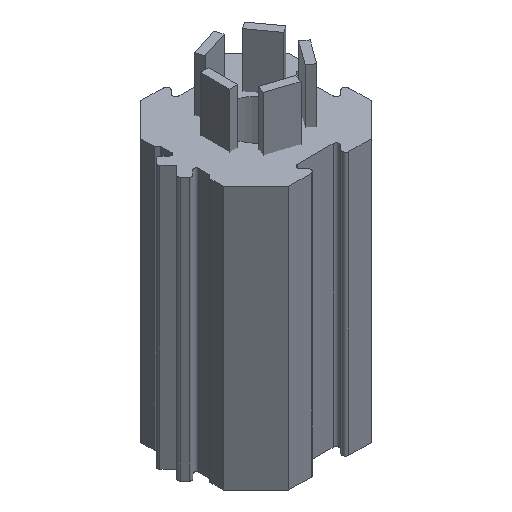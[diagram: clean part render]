
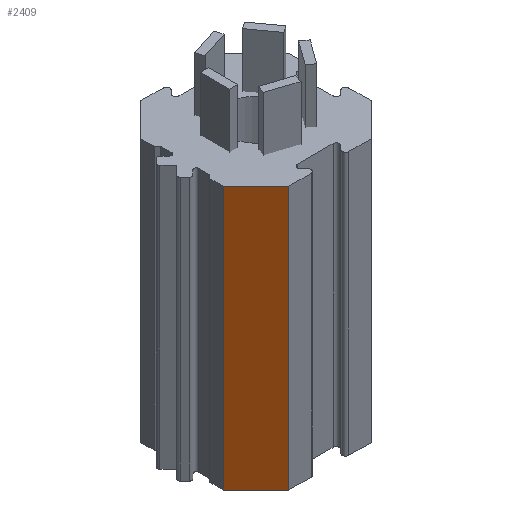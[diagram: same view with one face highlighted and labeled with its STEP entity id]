
A CAD part, isometric view. The second image highlights one B-rep face of the part: STEP entity #2409.
In plain terms, the highlighted planar face has unit normal (-0.707, -0.707, 0).
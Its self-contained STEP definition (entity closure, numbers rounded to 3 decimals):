
#77 = AXIS2_PLACEMENT_3D ( 'NONE', #1042, #1336, #1076 ) ;
#113 = VERTEX_POINT ( 'NONE', #2123 ) ;
#118 = CARTESIAN_POINT ( 'NONE',  ( -2.5, -4.5, 0. ) ) ;
#226 = DIRECTION ( 'NONE',  ( 0., 0., -1. ) ) ;
#491 = CARTESIAN_POINT ( 'NONE',  ( -4.5, -2.5, 16. ) ) ;
#689 = CARTESIAN_POINT ( 'NONE',  ( -2.5, -4.5, 16. ) ) ;
#707 = DIRECTION ( 'NONE',  ( 0., 0., -1. ) ) ;
#787 = VERTEX_POINT ( 'NONE', #491 ) ;
#874 = ORIENTED_EDGE ( 'NONE', *, *, #2954, .F. ) ;
#1021 = DIRECTION ( 'NONE',  ( 0.707, -0.707, 0. ) ) ;
#1037 = VERTEX_POINT ( 'NONE', #118 ) ;
#1042 = CARTESIAN_POINT ( 'NONE',  ( -4.5, -2.5, 16. ) ) ;
#1076 = DIRECTION ( 'NONE',  ( -0.707, 0.707, 0. ) ) ;
#1131 = EDGE_CURVE ( 'NONE', #113, #1037, #1226, .T. ) ;
#1226 = LINE ( 'NONE', #689, #2240 ) ;
#1239 = ORIENTED_EDGE ( 'NONE', *, *, #2933, .T. ) ;
#1336 = DIRECTION ( 'NONE',  ( 0.707, 0.707, 0. ) ) ;
#1384 = CARTESIAN_POINT ( 'NONE',  ( -4.5, -2.5, 0. ) ) ;
#1458 = EDGE_CURVE ( 'NONE', #2358, #1037, #3157, .T. ) ;
#1852 = FACE_OUTER_BOUND ( 'NONE', #3103, .T. ) ;
#1870 = CARTESIAN_POINT ( 'NONE',  ( -4.5, -2.5, 16. ) ) ;
#1941 = ORIENTED_EDGE ( 'NONE', *, *, #1458, .T. ) ;
#2110 = LINE ( 'NONE', #1870, #2864 ) ;
#2123 = CARTESIAN_POINT ( 'NONE',  ( -2.5, -4.5, 16. ) ) ;
#2240 = VECTOR ( 'NONE', #707, 1000. ) ;
#2358 = VERTEX_POINT ( 'NONE', #2647 ) ;
#2409 = ADVANCED_FACE ( 'NONE', ( #1852 ), #2910, .F. ) ;
#2646 = CARTESIAN_POINT ( 'NONE',  ( -4.5, -2.5, 16. ) ) ;
#2647 = CARTESIAN_POINT ( 'NONE',  ( -4.5, -2.5, 0. ) ) ;
#2665 = DIRECTION ( 'NONE',  ( 0.707, -0.707, 0. ) ) ;
#2864 = VECTOR ( 'NONE', #226, 1000. ) ;
#2910 = PLANE ( 'NONE',  #77 ) ;
#2933 = EDGE_CURVE ( 'NONE', #787, #2358, #2110, .T. ) ;
#2954 = EDGE_CURVE ( 'NONE', #787, #113, #3406, .T. ) ;
#3103 = EDGE_LOOP ( 'NONE', ( #1941, #3321, #874, #1239 ) ) ;
#3125 = VECTOR ( 'NONE', #2665, 1000. ) ;
#3157 = LINE ( 'NONE', #1384, #3125 ) ;
#3321 = ORIENTED_EDGE ( 'NONE', *, *, #1131, .F. ) ;
#3358 = VECTOR ( 'NONE', #1021, 1000. ) ;
#3406 = LINE ( 'NONE', #2646, #3358 ) ;
